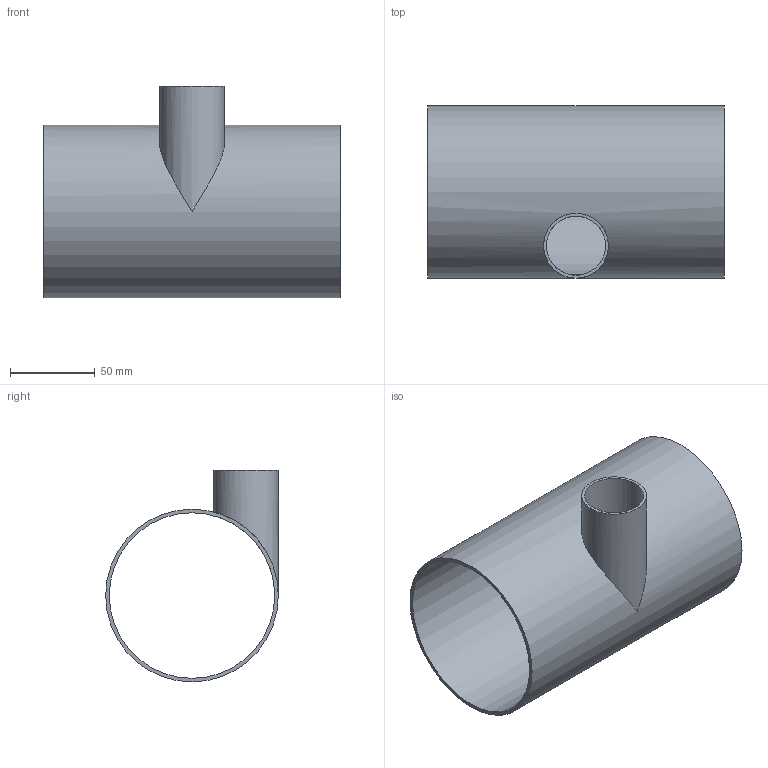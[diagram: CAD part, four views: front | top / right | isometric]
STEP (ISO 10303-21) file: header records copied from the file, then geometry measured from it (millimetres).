
FILE_DESCRIPTION(/* description */ (''),/* implementation_level */ '2;1');
FILE_NAME(/* name */ '7ERWWW-4X1.5.stp',/* time_stamp */ '2021-09-01T15:04:32-04:00',/* author */ ('rick'),/* organization */ (''),/* preprocessor_version */ 'ST-DEVELOPER v18',/* originating_system */ 'Autodesk Inventor 2020',/* authorisation */ '');
FILE_SCHEMA (('AUTOMOTIVE_DESIGN { 1 0 10303 214 3 1 1 }'));
Length unit declared in the file: inch
Products named in the file (1): 7ERWWW-4X1.5
Bounding box: 174.62 x 101.6 x 124.61 mm (x, y, z)
Volume: 119467.7 mm3; surface area: 116808.5 mm2
Topology: 1 solids, 1 shells, 8 faces, 16 edges, 11 vertices
Faces by surface type: plane 4, cylinder 4
Full cylindrical faces by diameter (mm): 34.798 x1, 38.1 x1, 97.384 x1, 101.6 x1
Entity records: 380 total; most frequent: CARTESIAN_POINT 158, DIRECTION 37, ORIENTED_EDGE 32, EDGE_CURVE 16, AXIS2_PLACEMENT_3D 16, EDGE_LOOP 13, VERTEX_POINT 11, FACE_OUTER_BOUND 8
